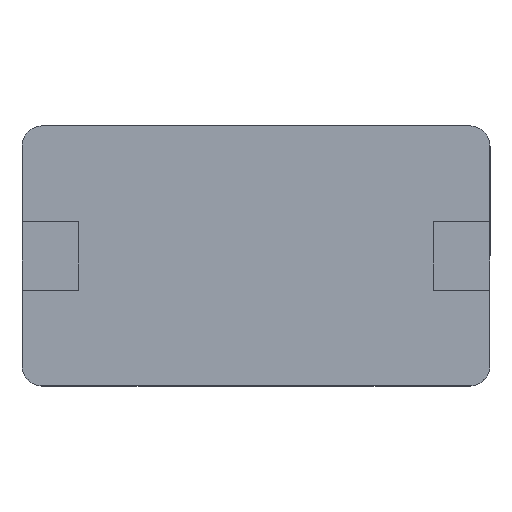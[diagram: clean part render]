
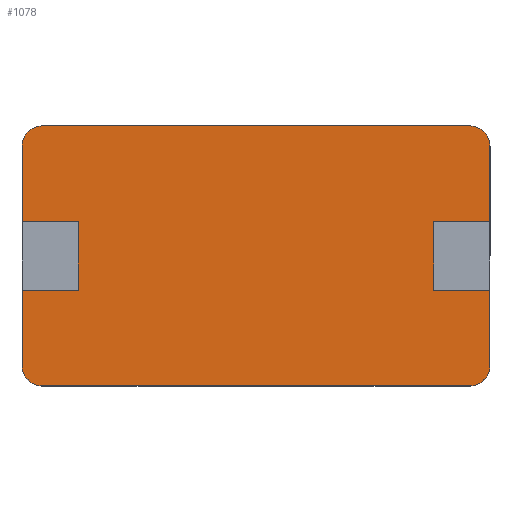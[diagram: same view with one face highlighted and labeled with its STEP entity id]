
A CAD part, top view. The second image highlights one B-rep face of the part: STEP entity #1078.
In plain terms, the highlighted planar face has unit normal (0, 0, 1).
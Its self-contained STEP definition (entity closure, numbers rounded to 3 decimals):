
#182=CARTESIAN_POINT('',(8.375,-5.1,2.3));
#183=VERTEX_POINT('',#182);
#190=CARTESIAN_POINT('',(-8.375,-5.1,2.3));
#191=VERTEX_POINT('',#190);
#192=CARTESIAN_POINT('',(8.375,-5.1,2.3));
#193=DIRECTION('',(-1.0,0.0,0.0));
#194=VECTOR('',#193,16.75);
#195=LINE('',#192,#194);
#196=EDGE_CURVE('',#183,#191,#195,.T.);
#352=CARTESIAN_POINT('',(-8.375,5.1,2.3));
#353=VERTEX_POINT('',#352);
#360=CARTESIAN_POINT('',(8.375,5.1,2.3));
#361=VERTEX_POINT('',#360);
#362=CARTESIAN_POINT('',(8.375,5.1,2.3));
#363=DIRECTION('',(-1.0,0.0,0.0));
#364=VECTOR('',#363,16.75);
#365=LINE('',#362,#364);
#366=EDGE_CURVE('',#361,#353,#365,.T.);
#905=CARTESIAN_POINT('',(9.175,4.3,2.3));
#906=VERTEX_POINT('',#905);
#907=CARTESIAN_POINT('',(8.375,4.3,2.3));
#908=DIRECTION('',(0.,0.,-1.));
#909=DIRECTION('',(0.707,0.707,0.));
#910=AXIS2_PLACEMENT_3D('',#907,#908,#909);
#911=CIRCLE('',#910,0.8);
#912=EDGE_CURVE('',#361,#906,#911,.T.);
#931=CARTESIAN_POINT('',(9.175,1.35,2.3));
#932=VERTEX_POINT('',#931);
#933=CARTESIAN_POINT('',(9.175,1.35,2.3));
#934=DIRECTION('',(0.0,1.0,0.0));
#935=VECTOR('',#934,2.95);
#936=LINE('',#933,#935);
#937=EDGE_CURVE('',#932,#906,#936,.T.);
#955=CARTESIAN_POINT('',(9.175,-1.35,2.3));
#956=VERTEX_POINT('',#955);
#963=CARTESIAN_POINT('',(9.175,-4.3,2.3));
#964=VERTEX_POINT('',#963);
#965=CARTESIAN_POINT('',(9.175,-4.3,2.3));
#966=DIRECTION('',(0.0,1.0,0.0));
#967=VECTOR('',#966,2.95);
#968=LINE('',#965,#967);
#969=EDGE_CURVE('',#964,#956,#968,.T.);
#981=CARTESIAN_POINT('',(9.175,-5.1,2.3));
#982=DIRECTION('',(0.0,0.0,1.0));
#983=DIRECTION('',(0.0,-1.0,0.0));
#984=AXIS2_PLACEMENT_3D('',#981,#982,#983);
#985=PLANE('',#984);
#986=ORIENTED_EDGE('',*,*,#912,.F.);
#987=ORIENTED_EDGE('',*,*,#366,.T.);
#988=CARTESIAN_POINT('',(-9.175,4.3,2.3));
#989=VERTEX_POINT('',#988);
#990=CARTESIAN_POINT('',(-8.375,4.3,2.3));
#991=DIRECTION('',(0.,0.,-1.));
#992=DIRECTION('',(-0.707,0.707,0.));
#993=AXIS2_PLACEMENT_3D('',#990,#991,#992);
#994=CIRCLE('',#993,0.8);
#995=EDGE_CURVE('',#989,#353,#994,.T.);
#996=ORIENTED_EDGE('',*,*,#995,.F.);
#997=CARTESIAN_POINT('',(-9.175,1.35,2.3));
#998=VERTEX_POINT('',#997);
#999=CARTESIAN_POINT('',(-9.175,1.35,2.3));
#1000=DIRECTION('',(0.0,1.0,0.0));
#1001=VECTOR('',#1000,2.95);
#1002=LINE('',#999,#1001);
#1003=EDGE_CURVE('',#998,#989,#1002,.T.);
#1004=ORIENTED_EDGE('',*,*,#1003,.F.);
#1005=CARTESIAN_POINT('',(-6.975,1.35,2.3));
#1006=VERTEX_POINT('',#1005);
#1007=CARTESIAN_POINT('',(-9.175,1.35,2.3));
#1008=DIRECTION('',(1.0,0.0,0.0));
#1009=VECTOR('',#1008,2.2);
#1010=LINE('',#1007,#1009);
#1011=EDGE_CURVE('',#998,#1006,#1010,.T.);
#1012=ORIENTED_EDGE('',*,*,#1011,.T.);
#1013=CARTESIAN_POINT('',(-6.975,-1.35,2.3));
#1014=VERTEX_POINT('',#1013);
#1015=CARTESIAN_POINT('',(-6.975,1.35,2.3));
#1016=DIRECTION('',(0.0,-1.0,0.0));
#1017=VECTOR('',#1016,2.7);
#1018=LINE('',#1015,#1017);
#1019=EDGE_CURVE('',#1006,#1014,#1018,.T.);
#1020=ORIENTED_EDGE('',*,*,#1019,.T.);
#1021=CARTESIAN_POINT('',(-9.175,-1.35,2.3));
#1022=VERTEX_POINT('',#1021);
#1023=CARTESIAN_POINT('',(-6.975,-1.35,2.3));
#1024=DIRECTION('',(-1.0,0.0,0.0));
#1025=VECTOR('',#1024,2.2);
#1026=LINE('',#1023,#1025);
#1027=EDGE_CURVE('',#1014,#1022,#1026,.T.);
#1028=ORIENTED_EDGE('',*,*,#1027,.T.);
#1029=CARTESIAN_POINT('',(-9.175,-4.3,2.3));
#1030=VERTEX_POINT('',#1029);
#1031=CARTESIAN_POINT('',(-9.175,-4.3,2.3));
#1032=DIRECTION('',(0.0,1.0,0.0));
#1033=VECTOR('',#1032,2.95);
#1034=LINE('',#1031,#1033);
#1035=EDGE_CURVE('',#1030,#1022,#1034,.T.);
#1036=ORIENTED_EDGE('',*,*,#1035,.F.);
#1037=CARTESIAN_POINT('',(-8.375,-4.3,2.3));
#1038=DIRECTION('',(0.0,0.0,-1.));
#1039=DIRECTION('',(-0.707,-0.707,0.0));
#1040=AXIS2_PLACEMENT_3D('',#1037,#1038,#1039);
#1041=CIRCLE('',#1040,0.8);
#1042=EDGE_CURVE('',#191,#1030,#1041,.T.);
#1043=ORIENTED_EDGE('',*,*,#1042,.F.);
#1044=ORIENTED_EDGE('',*,*,#196,.F.);
#1045=CARTESIAN_POINT('',(8.375,-4.3,2.3));
#1046=DIRECTION('',(0.,0.,-1.));
#1047=DIRECTION('',(0.707,-0.707,0.));
#1048=AXIS2_PLACEMENT_3D('',#1045,#1046,#1047);
#1049=CIRCLE('',#1048,0.8);
#1050=EDGE_CURVE('',#964,#183,#1049,.T.);
#1051=ORIENTED_EDGE('',*,*,#1050,.F.);
#1052=ORIENTED_EDGE('',*,*,#969,.T.);
#1053=CARTESIAN_POINT('',(6.975,-1.35,2.3));
#1054=VERTEX_POINT('',#1053);
#1055=CARTESIAN_POINT('',(9.175,-1.35,2.3));
#1056=DIRECTION('',(-1.0,0.0,0.0));
#1057=VECTOR('',#1056,2.2);
#1058=LINE('',#1055,#1057);
#1059=EDGE_CURVE('',#956,#1054,#1058,.T.);
#1060=ORIENTED_EDGE('',*,*,#1059,.T.);
#1061=CARTESIAN_POINT('',(6.975,1.35,2.3));
#1062=VERTEX_POINT('',#1061);
#1063=CARTESIAN_POINT('',(6.975,-1.35,2.3));
#1064=DIRECTION('',(0.0,1.0,0.0));
#1065=VECTOR('',#1064,2.7);
#1066=LINE('',#1063,#1065);
#1067=EDGE_CURVE('',#1054,#1062,#1066,.T.);
#1068=ORIENTED_EDGE('',*,*,#1067,.T.);
#1069=CARTESIAN_POINT('',(6.975,1.35,2.3));
#1070=DIRECTION('',(1.0,0.0,0.0));
#1071=VECTOR('',#1070,2.2);
#1072=LINE('',#1069,#1071);
#1073=EDGE_CURVE('',#1062,#932,#1072,.T.);
#1074=ORIENTED_EDGE('',*,*,#1073,.T.);
#1075=ORIENTED_EDGE('',*,*,#937,.T.);
#1076=EDGE_LOOP('',(#986,#987,#996,#1004,#1012,#1020,#1028,#1036,#1043,#1044,#1051,#1052,#1060,#1068,#1074,#1075));
#1077=FACE_OUTER_BOUND('',#1076,.T.);
#1078=ADVANCED_FACE('',(#1077),#985,.T.);
